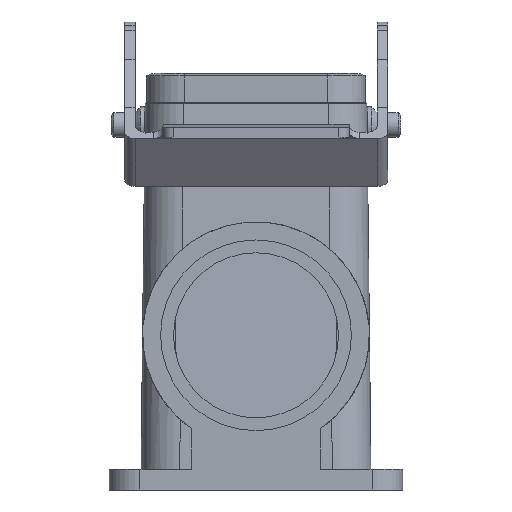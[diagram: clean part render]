
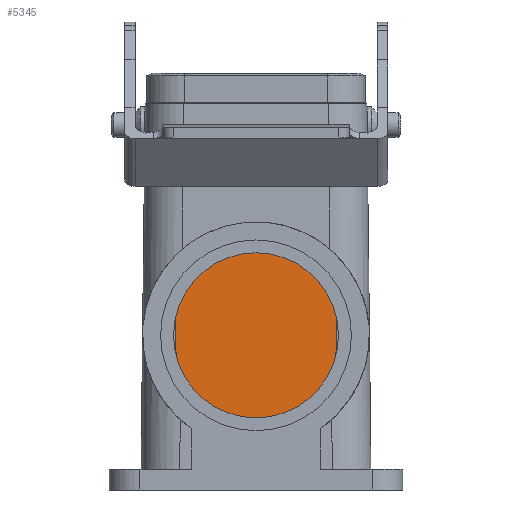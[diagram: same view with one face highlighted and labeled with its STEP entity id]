
A CAD part, left-side view. The second image highlights one B-rep face of the part: STEP entity #5345.
In plain terms, the highlighted planar face has unit normal (-1, 0, 0.018).
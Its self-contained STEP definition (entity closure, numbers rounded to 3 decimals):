
#5258=CARTESIAN_POINT('',(35.6,-17.75,-18.85));
#5259=DIRECTION('',(1.,0.0,-0.018));
#5260=DIRECTION('',(-0.018,0.0,-1.));
#5261=AXIS2_PLACEMENT_3D('',#5258,#5259,#5260);
#5262=PLANE('',#5261);
#5263=CARTESIAN_POINT('',(35.556,16.,-21.253));
#5264=VERTEX_POINT('',#5263);
#5265=CARTESIAN_POINT('',(34.804,15.067,-62.305));
#5266=VERTEX_POINT('',#5265);
#5267=CARTESIAN_POINT('',(35.556,16.,-21.253));
#5268=DIRECTION('',(-0.018,-0.023,-1.));
#5269=VECTOR('',#5268,41.069);
#5270=LINE('',#5267,#5269);
#5271=EDGE_CURVE('',#5264,#5266,#5270,.T.);
#5272=ORIENTED_EDGE('',*,*,#5271,.T.);
#5273=CARTESIAN_POINT('',(34.804,-15.067,-62.305));
#5274=VERTEX_POINT('',#5273);
#5275=CARTESIAN_POINT('',(34.804,15.067,-62.305));
#5276=DIRECTION('',(0.0,-1.0,0.0));
#5277=VECTOR('',#5276,30.134);
#5278=LINE('',#5275,#5277);
#5279=EDGE_CURVE('',#5266,#5274,#5278,.T.);
#5280=ORIENTED_EDGE('',*,*,#5279,.T.);
#5281=CARTESIAN_POINT('',(35.556,-16.,-21.253));
#5282=VERTEX_POINT('',#5281);
#5283=CARTESIAN_POINT('',(34.804,-15.067,-62.305));
#5284=DIRECTION('',(0.018,-0.023,1.));
#5285=VECTOR('',#5284,41.069);
#5286=LINE('',#5283,#5285);
#5287=EDGE_CURVE('',#5274,#5282,#5286,.T.);
#5288=ORIENTED_EDGE('',*,*,#5287,.T.);
#5289=CARTESIAN_POINT('',(35.6,-16.022,-18.85));
#5290=VERTEX_POINT('',#5289);
#5291=CARTESIAN_POINT('',(35.556,-16.,-21.253));
#5292=DIRECTION('',(0.018,-0.009,1.));
#5293=VECTOR('',#5292,2.404);
#5294=LINE('',#5291,#5293);
#5295=EDGE_CURVE('',#5282,#5290,#5294,.T.);
#5296=ORIENTED_EDGE('',*,*,#5295,.T.);
#5297=CARTESIAN_POINT('',(35.6,-12.82,-18.85));
#5298=VERTEX_POINT('',#5297);
#5299=CARTESIAN_POINT('',(35.6,-12.82,-18.85));
#5300=DIRECTION('',(0.0,-1.0,0.0));
#5301=VECTOR('',#5300,3.202);
#5302=LINE('',#5299,#5301);
#5303=EDGE_CURVE('',#5298,#5290,#5302,.T.);
#5304=ORIENTED_EDGE('',*,*,#5303,.F.);
#5305=CARTESIAN_POINT('',(35.546,-12.769,-21.795));
#5306=VERTEX_POINT('',#5305);
#5307=CARTESIAN_POINT('',(35.6,-12.82,-18.85));
#5308=DIRECTION('',(-0.018,0.017,-1.));
#5309=VECTOR('',#5308,2.946);
#5310=LINE('',#5307,#5309);
#5311=EDGE_CURVE('',#5298,#5306,#5310,.T.);
#5312=ORIENTED_EDGE('',*,*,#5311,.T.);
#5313=CARTESIAN_POINT('',(35.546,12.769,-21.795));
#5314=VERTEX_POINT('',#5313);
#5315=CARTESIAN_POINT('',(35.546,-12.769,-21.795));
#5316=DIRECTION('',(0.0,1.0,0.0));
#5317=VECTOR('',#5316,25.538);
#5318=LINE('',#5315,#5317);
#5319=EDGE_CURVE('',#5306,#5314,#5318,.T.);
#5320=ORIENTED_EDGE('',*,*,#5319,.T.);
#5321=CARTESIAN_POINT('',(35.6,12.82,-18.85));
#5322=VERTEX_POINT('',#5321);
#5323=CARTESIAN_POINT('',(35.546,12.769,-21.795));
#5324=DIRECTION('',(0.018,0.017,1.));
#5325=VECTOR('',#5324,2.946);
#5326=LINE('',#5323,#5325);
#5327=EDGE_CURVE('',#5314,#5322,#5326,.T.);
#5328=ORIENTED_EDGE('',*,*,#5327,.T.);
#5329=CARTESIAN_POINT('',(35.6,16.022,-18.85));
#5330=VERTEX_POINT('',#5329);
#5331=CARTESIAN_POINT('',(35.6,12.82,-18.85));
#5332=DIRECTION('',(0.0,1.0,0.0));
#5333=VECTOR('',#5332,3.202);
#5334=LINE('',#5331,#5333);
#5335=EDGE_CURVE('',#5322,#5330,#5334,.T.);
#5336=ORIENTED_EDGE('',*,*,#5335,.T.);
#5337=CARTESIAN_POINT('',(35.6,16.022,-18.85));
#5338=DIRECTION('',(-0.018,-0.009,-1.));
#5339=VECTOR('',#5338,2.404);
#5340=LINE('',#5337,#5339);
#5341=EDGE_CURVE('',#5330,#5264,#5340,.T.);
#5342=ORIENTED_EDGE('',*,*,#5341,.T.);
#5343=EDGE_LOOP('',(#5272,#5280,#5288,#5296,#5304,#5312,#5320,#5328,#5336,#5342));
#5344=FACE_OUTER_BOUND('',#5343,.T.);
#5345=ADVANCED_FACE('',(#5344),#5262,.F.);
